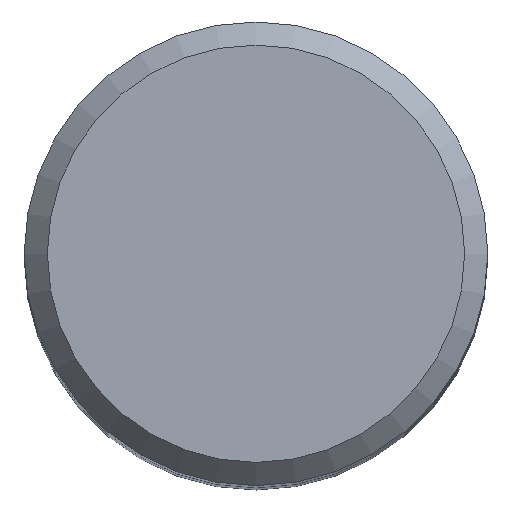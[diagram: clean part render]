
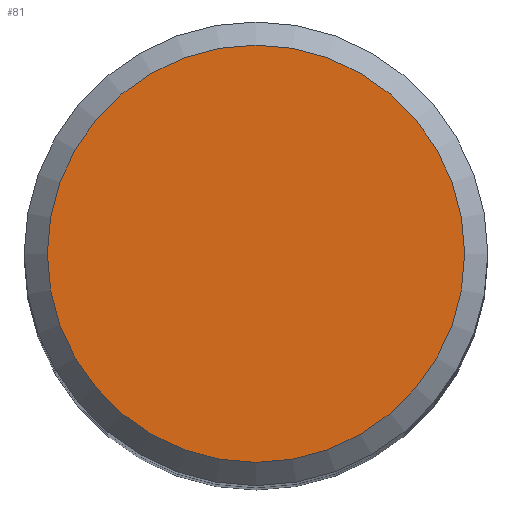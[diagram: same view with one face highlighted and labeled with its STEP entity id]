
A CAD part, top view. The second image highlights one B-rep face of the part: STEP entity #81.
In plain terms, the highlighted planar face has unit normal (0, 0, 1).
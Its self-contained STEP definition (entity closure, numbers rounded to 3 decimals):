
#58=FACE_OUTER_BOUND('',#120,.T.);
#65=PLANE('',#228);
#81=ADVANCED_FACE('',(#58),#65,.T.);
#120=EDGE_LOOP('',(#142));
#142=ORIENTED_EDGE('',*,*,#167,.F.);
#156=VERTEX_POINT('',#323);
#167=EDGE_CURVE('',#156,#156,#178,.T.);
#178=CIRCLE('',#227,4.95);
#227=AXIS2_PLACEMENT_3D('',#322,#278,#279);
#228=AXIS2_PLACEMENT_3D('',#324,#280,#281);
#278=DIRECTION('',(0.,0.,-1.));
#279=DIRECTION('',(0.,1.,0.));
#280=DIRECTION('',(0.,0.,1.));
#281=DIRECTION('',(0.,1.,0.));
#322=CARTESIAN_POINT('',(0.,0.,29.));
#323=CARTESIAN_POINT('',(0.,4.95,29.));
#324=CARTESIAN_POINT('',(4.95,-4.95,29.));
